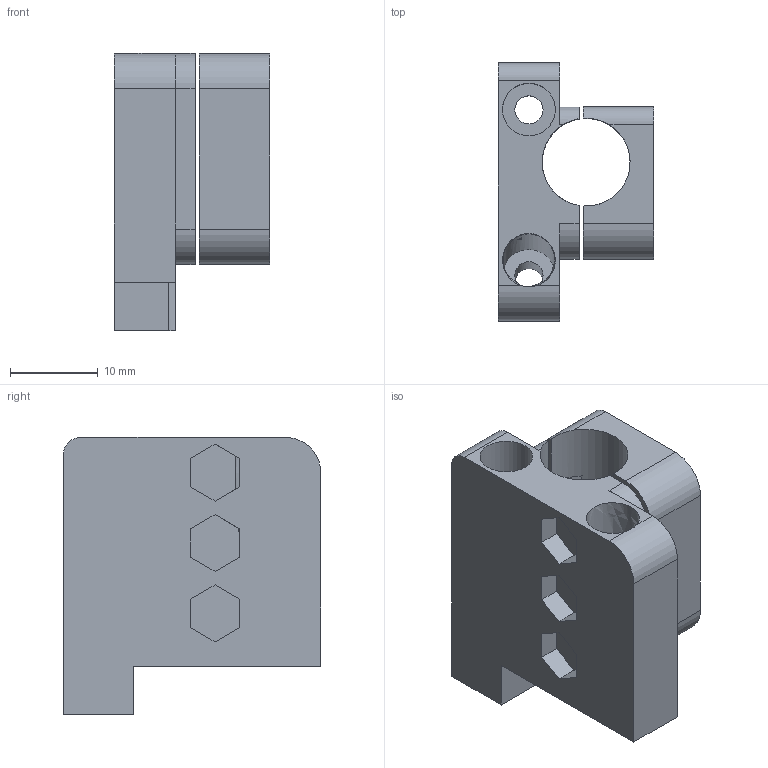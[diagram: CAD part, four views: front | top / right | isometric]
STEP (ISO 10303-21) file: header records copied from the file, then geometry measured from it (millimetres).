
FILE_DESCRIPTION(/* description */ (''),/* implementation_level */ '2;1');
FILE_NAME(/* name */ 'tapa soporte cableado carro v5.step',/* time_stamp */ '2020-11-29T19:00:40-03:00',/* author */ (''),/* organization */ (''),/* preprocessor_version */ 'ST-DEVELOPER v18.1',/* originating_system */ 'Autodesk Translation Framework v9.3.0.1241',/* authorisation */ '');
FILE_SCHEMA (('AUTOMOTIVE_DESIGN { 1 0 10303 214 3 1 1 }'));
Length unit declared in the file: millimetre
Products named in the file (1): tapa soporte cableado carro
Bounding box: 17.7 x 29.3 x 31.5 mm (x, y, z)
Volume: 5807.9 mm3; surface area: 5769.9 mm2
Topology: 2 solids, 2 shells, 123 faces, 375 edges, 249 vertices
Faces by surface type: plane 80, cylinder 42, bspline 1
Full cylindrical faces by diameter (mm): 3.2 x2, 3.5 x6, 6 x2
Entity records: 4498 total; most frequent: CARTESIAN_POINT 947, ORIENTED_EDGE 750, DIRECTION 725, EDGE_CURVE 375, LINE 249, VECTOR 249, VERTEX_POINT 249, AXIS2_PLACEMENT_3D 238
